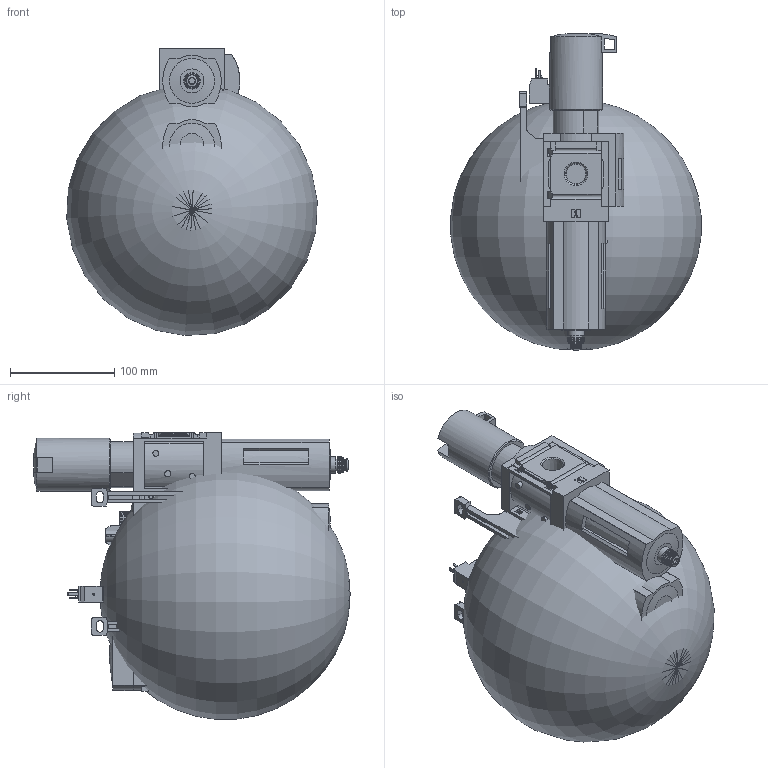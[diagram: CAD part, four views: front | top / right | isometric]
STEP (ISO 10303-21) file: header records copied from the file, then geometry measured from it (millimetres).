
FILE_DESCRIPTION(/* description */ ('STEP AP214'),/* implementation_level */ '2;1');
FILE_NAME(/* name */ '550510_MSB6N-1_2_J2M1D7A1-WP',/* time_stamp */ '2024-09-11T19:19:59+02:00',/* author */ ('License CC BY-ND 4.0'),/* organization */ ('CADENAS'),/* preprocessor_version */ 'ST-DEVELOPER v19.3',/* originating_system */ 'PARTsolutions',/* authorisation */ ' ');
FILE_SCHEMA (('TECHNICAL_DATA_PACKAGING','AUTOMOTIVE_DESIGN {1 0 10303 214 3 1 1}'));
Length unit declared in the file: millimetre
Products named in the file (9): 550510 MSB6N-1/2:J2M1D7A1-WP; 527667 MS6N-LFR-1/2-D7-E-R-V-AS 1D; KOND MS6-1-3; 527675 MS6N-LOE-1/2-R1D; 8134994 MS6-MV-B---(0_p); 532195 MS6-WP---(w); 527683 MS6N-EE-1/2-10V241d; 5206604 MS6-MV-B---(0_p); 527685 MS6N-DL-1/21d
Assembly tree (11 placements, depth 2):
  550510 MSB6N-1/2:J2M1D7A1-WP
    527667 MS6N-LFR-1/2-D7-E-R-V-AS 1D
    KOND MS6-1-3
    527675 MS6N-LOE-1/2-R1D
    8134994 MS6-MV-B---(0_p)  x3
    532195 MS6-WP---(w)  x2
    527683 MS6N-EE-1/2-10V241d
    5206604 MS6-MV-B---(0_p)
    527685 MS6N-DL-1/21d
Bounding box: 240.36 x 303.49 x 275.25 mm (x, y, z)
Volume: 2228912.4 mm3; surface area: 634224.9 mm2
Topology: 11 solids, 12 shells, 1616 faces, 4360 edges, 2859 vertices
Faces by surface type: plane 1084, cylinder 391, cone 85, torus 50, sphere 6
Full cylindrical faces by diameter (mm): 0.4 x1, 2 x1, 2.013 x1, 2.5 x1, 3.242 x6, 3.4 x6, 3.8 x1, 4 x6, 4.5 x2, 4.6 x6, 4.8 x1, 5 x1, 5.5 x10, 6 x1, 7 x1, 7.6 x6, 7.8 x6, 9.4 x1, 11 x1, 11.4 x1, 11.6 x1, 11.8 x1, 15.8 x1, 30 x1, 40 x1, 50 x1, 51 x1, 60 x1
Entity records: 51565 total; most frequent: CARTESIAN_POINT 8113, ORIENTED_EDGE 7114, DIRECTION 6963, EDGE_CURVE 3557, LINE 2525, VECTOR 2525, VERTEX_POINT 2400, AXIS2_PLACEMENT_3D 2219
